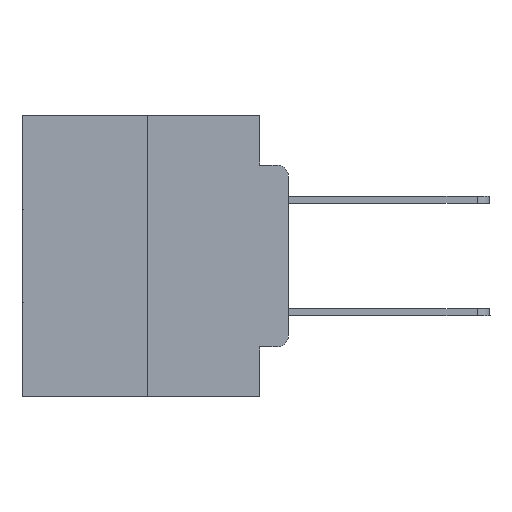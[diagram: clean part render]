
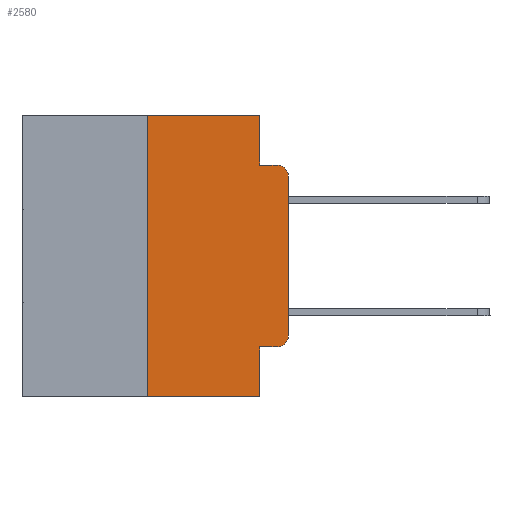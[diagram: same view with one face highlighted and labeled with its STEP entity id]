
A CAD part, left-side view. The second image highlights one B-rep face of the part: STEP entity #2580.
In plain terms, the highlighted planar face has unit normal (-1, 0, 0).
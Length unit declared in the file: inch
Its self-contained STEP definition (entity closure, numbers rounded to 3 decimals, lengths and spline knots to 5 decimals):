
#58 = VECTOR ( 'NONE', #21749, 39.37008 ) ;
#867 = LINE ( 'NONE', #24101, #20072 ) ;
#2027 = CARTESIAN_POINT ( 'NONE',  ( 0., 0.051, 0. ) ) ;
#2462 = CARTESIAN_POINT ( 'NONE',  ( 0., 0.02, -0.1085 ) ) ;
#2504 = EDGE_CURVE ( 'NONE', #18269, #4748, #18406, .T. ) ;
#2519 = ORIENTED_EDGE ( 'NONE', *, *, #22579, .F. ) ;
#2580 = ADVANCED_FACE ( 'NONE', ( #6163 ), #2729, .F. ) ;
#2634 = CARTESIAN_POINT ( 'NONE',  ( 0., 0.473, 0. ) ) ;
#2729 = PLANE ( 'NONE',  #22577 ) ;
#3106 = LINE ( 'NONE', #5096, #9720 ) ;
#3583 = LINE ( 'NONE', #2027, #16839 ) ;
#4071 = EDGE_CURVE ( 'NONE', #28309, #6813, #867, .T. ) ;
#4332 = DIRECTION ( 'NONE',  ( 0., -1., 0. ) ) ;
#4748 = VERTEX_POINT ( 'NONE', #27103 ) ;
#4797 = DIRECTION ( 'NONE',  ( 0., 0., -1. ) ) ;
#5096 = CARTESIAN_POINT ( 'NONE',  ( 0., 0.473, 0. ) ) ;
#5191 = AXIS2_PLACEMENT_3D ( 'NONE', #20291, #15872, #8952 ) ;
#6163 = FACE_OUTER_BOUND ( 'NONE', #23060, .T. ) ;
#6413 = CARTESIAN_POINT ( 'NONE',  ( 0., 0., 0. ) ) ;
#6813 = VERTEX_POINT ( 'NONE', #19891 ) ;
#7705 = CARTESIAN_POINT ( 'NONE',  ( 0., 0.051, -0.4115 ) ) ;
#7937 = EDGE_CURVE ( 'NONE', #13105, #18269, #27024, .T. ) ;
#8447 = CARTESIAN_POINT ( 'NONE',  ( 0., 0.02, -0.0885 ) ) ;
#8952 = DIRECTION ( 'NONE',  ( 0., 0., -1. ) ) ;
#9410 = DIRECTION ( 'NONE',  ( 0., 0., -1. ) ) ;
#9720 = VECTOR ( 'NONE', #25265, 39.37008 ) ;
#9900 = DIRECTION ( 'NONE',  ( 0., -1., 0. ) ) ;
#10584 = EDGE_CURVE ( 'NONE', #25702, #27511, #27545, .T. ) ;
#11462 = CARTESIAN_POINT ( 'NONE',  ( 0., 0.051, 0. ) ) ;
#11758 = VERTEX_POINT ( 'NONE', #13623 ) ;
#11872 = EDGE_CURVE ( 'NONE', #23095, #27511, #23310, .T. ) ;
#12914 = EDGE_CURVE ( 'NONE', #28309, #26670, #24027, .T. ) ;
#13105 = VERTEX_POINT ( 'NONE', #7705 ) ;
#13623 = CARTESIAN_POINT ( 'NONE',  ( 0., 0.051, 0. ) ) ;
#14094 = ORIENTED_EDGE ( 'NONE', *, *, #12914, .T. ) ;
#15491 = VECTOR ( 'NONE', #23477, 39.37008 ) ;
#15506 = DIRECTION ( 'NONE',  ( 0., 0., 1. ) ) ;
#15648 = ORIENTED_EDGE ( 'NONE', *, *, #7937, .T. ) ;
#15872 = DIRECTION ( 'NONE',  ( -1., 0., 0. ) ) ;
#16335 = EDGE_CURVE ( 'NONE', #11758, #23095, #24201, .T. ) ;
#16802 = ORIENTED_EDGE ( 'NONE', *, *, #17564, .F. ) ;
#16839 = VECTOR ( 'NONE', #22234, 39.37008 ) ;
#17035 = ORIENTED_EDGE ( 'NONE', *, *, #11872, .F. ) ;
#17564 = EDGE_CURVE ( 'NONE', #13105, #26670, #3583, .T. ) ;
#17783 = CARTESIAN_POINT ( 'NONE',  ( 0., 0.473, -0.5 ) ) ;
#18269 = VERTEX_POINT ( 'NONE', #25104 ) ;
#18333 = DIRECTION ( 'NONE',  ( 1., 0., 0. ) ) ;
#18406 = CIRCLE ( 'NONE', #5191, 0.02 ) ;
#19587 = ORIENTED_EDGE ( 'NONE', *, *, #10584, .T. ) ;
#19891 = CARTESIAN_POINT ( 'NONE',  ( 0., 0.25, 0. ) ) ;
#20064 = ORIENTED_EDGE ( 'NONE', *, *, #4071, .F. ) ;
#20072 = VECTOR ( 'NONE', #15506, 39.37008 ) ;
#20291 = CARTESIAN_POINT ( 'NONE',  ( 0., 0.02, -0.3915 ) ) ;
#20342 = CARTESIAN_POINT ( 'NONE',  ( 0., 0.25, -0.5 ) ) ;
#20596 = AXIS2_PLACEMENT_3D ( 'NONE', #2462, #24871, #4797 ) ;
#21249 = ORIENTED_EDGE ( 'NONE', *, *, #2504, .T. ) ;
#21749 = DIRECTION ( 'NONE',  ( 0., 0., 1. ) ) ;
#21978 = ORIENTED_EDGE ( 'NONE', *, *, #27535, .T. ) ;
#22234 = DIRECTION ( 'NONE',  ( 0., 0., -1. ) ) ;
#22577 = AXIS2_PLACEMENT_3D ( 'NONE', #2634, #18333, #27495 ) ;
#22579 = EDGE_CURVE ( 'NONE', #6813, #11758, #3106, .T. ) ;
#23060 = EDGE_LOOP ( 'NONE', ( #21978, #19587, #17035, #26698, #2519, #20064, #14094, #16802, #15648, #21249 ) ) ;
#23095 = VERTEX_POINT ( 'NONE', #24848 ) ;
#23275 = CARTESIAN_POINT ( 'NONE',  ( 0., 0.051, -0.0885 ) ) ;
#23310 = LINE ( 'NONE', #23275, #25733 ) ;
#23424 = LINE ( 'NONE', #6413, #58 ) ;
#23477 = DIRECTION ( 'NONE',  ( 0., -1., 0. ) ) ;
#24027 = LINE ( 'NONE', #17783, #26483 ) ;
#24101 = CARTESIAN_POINT ( 'NONE',  ( 0., 0.25, 0. ) ) ;
#24201 = LINE ( 'NONE', #11462, #26325 ) ;
#24848 = CARTESIAN_POINT ( 'NONE',  ( 0., 0.051, -0.0885 ) ) ;
#24871 = DIRECTION ( 'NONE',  ( -1., 0., 0. ) ) ;
#25104 = CARTESIAN_POINT ( 'NONE',  ( 0., 0.02, -0.4115 ) ) ;
#25265 = DIRECTION ( 'NONE',  ( 0., -1., 0. ) ) ;
#25669 = CARTESIAN_POINT ( 'NONE',  ( 0., 0.051, -0.5 ) ) ;
#25702 = VERTEX_POINT ( 'NONE', #27210 ) ;
#25733 = VECTOR ( 'NONE', #9900, 39.37008 ) ;
#26325 = VECTOR ( 'NONE', #9410, 39.37008 ) ;
#26483 = VECTOR ( 'NONE', #4332, 39.37008 ) ;
#26670 = VERTEX_POINT ( 'NONE', #25669 ) ;
#26698 = ORIENTED_EDGE ( 'NONE', *, *, #16335, .F. ) ;
#27024 = LINE ( 'NONE', #28066, #15491 ) ;
#27103 = CARTESIAN_POINT ( 'NONE',  ( 0., 0., -0.3915 ) ) ;
#27210 = CARTESIAN_POINT ( 'NONE',  ( 0., 0., -0.1085 ) ) ;
#27495 = DIRECTION ( 'NONE',  ( 0., 0., -1. ) ) ;
#27511 = VERTEX_POINT ( 'NONE', #8447 ) ;
#27535 = EDGE_CURVE ( 'NONE', #4748, #25702, #23424, .T. ) ;
#27545 = CIRCLE ( 'NONE', #20596, 0.02 ) ;
#28066 = CARTESIAN_POINT ( 'NONE',  ( 0., 0.051, -0.4115 ) ) ;
#28309 = VERTEX_POINT ( 'NONE', #20342 ) ;
